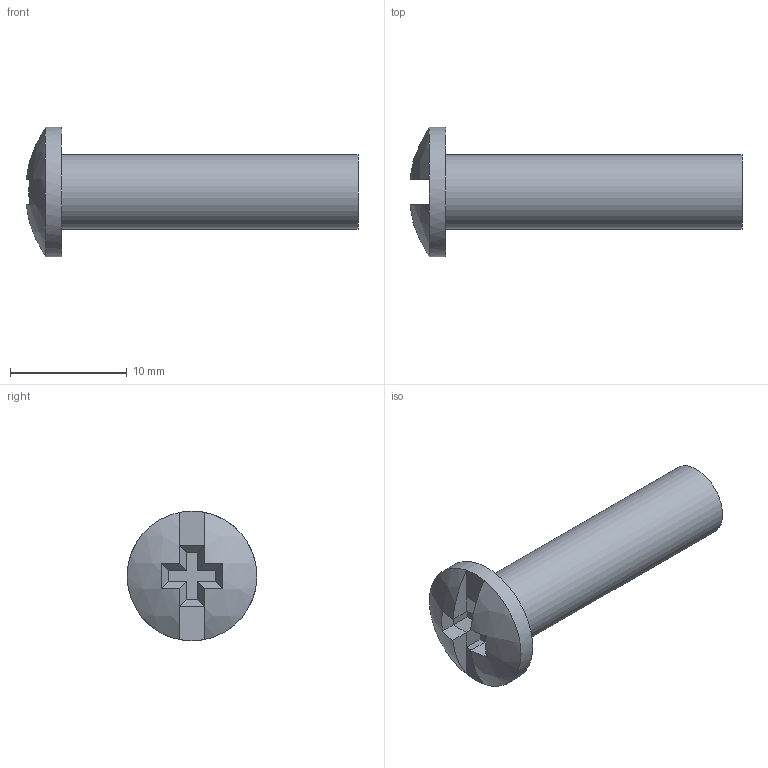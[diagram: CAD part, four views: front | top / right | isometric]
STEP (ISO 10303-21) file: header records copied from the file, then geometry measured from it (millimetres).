
FILE_DESCRIPTION(/* description */ (''),/* implementation_level */ '2;1');
FILE_NAME(/* name */ 'GE-17060-01_2.stp',/* time_stamp */ '2017-01-08T13:25:10-05:00',/* author */ ('jeff1'),/* organization */ (''),/* preprocessor_version */ 'ST-DEVELOPER v16.5',/* originating_system */ 'Autodesk Inventor 2017',/* authorisation */ '');
FILE_SCHEMA (('AUTOMOTIVE_DESIGN { 1 0 10303 214 3 1 1 }'));
Length unit declared in the file: inch
Products named in the file (1): GE-17060-01_2
Bounding box: 28.45 x 11.11 x 11.11 mm (x, y, z)
Surface area: 1138.1 mm2 (no closed solid volume)
Topology: 0 solids, 5 shells, 41 faces, 100 edges, 62 vertices
Faces by surface type: plane 28, bspline 7, cylinder 3, sphere 2, cone 1
Full cylindrical faces by diameter (mm): 6.35 x1, 11.112 x1
Entity records: 15076 total; most frequent: CARTESIAN_POINT 14200, ORIENTED_EDGE 166, DIRECTION 161, EDGE_CURVE 92, VERTEX_POINT 59, AXIS2_PLACEMENT_3D 56, LINE 49, VECTOR 49
